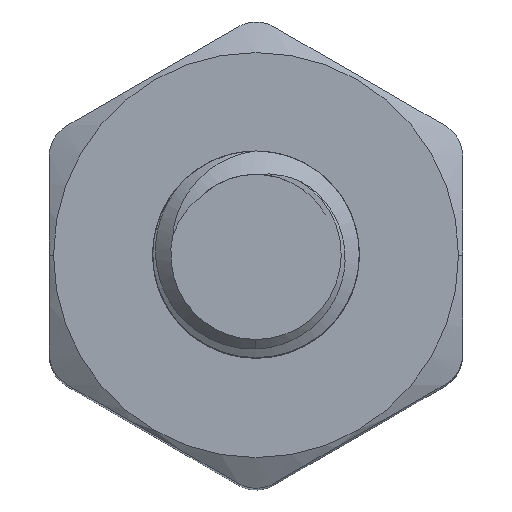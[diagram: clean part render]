
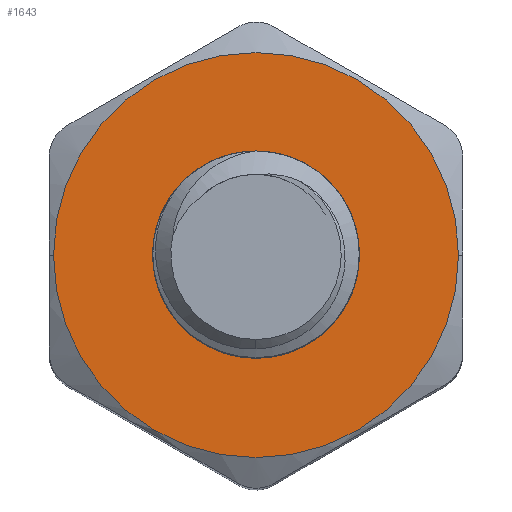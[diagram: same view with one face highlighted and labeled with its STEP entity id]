
A CAD part, top view. The second image highlights one B-rep face of the part: STEP entity #1643.
In plain terms, the highlighted face is planar.
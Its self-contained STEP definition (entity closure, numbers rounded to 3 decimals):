
#26=FACE_BOUND('',#287,.T.);
#35=PLANE('',#1772);
#98=CIRCLE('',#1710,1.895);
#106=CIRCLE('',#1746,3.92);
#110=CIRCLE('',#1760,3.92);
#115=CIRCLE('',#1771,1.895);
#193=FACE_OUTER_BOUND('',#286,.T.);
#286=EDGE_LOOP('',(#1326,#1327));
#287=EDGE_LOOP('',(#1328,#1329));
#636=VERTEX_POINT('',#2667);
#637=VERTEX_POINT('',#2669);
#693=VERTEX_POINT('',#3164);
#694=VERTEX_POINT('',#3165);
#833=EDGE_CURVE('',#636,#637,#98,.T.);
#917=EDGE_CURVE('',#693,#694,#106,.T.);
#962=EDGE_CURVE('',#694,#693,#110,.T.);
#977=EDGE_CURVE('',#637,#636,#115,.T.);
#1326=ORIENTED_EDGE('',*,*,#962,.T.);
#1327=ORIENTED_EDGE('',*,*,#917,.T.);
#1328=ORIENTED_EDGE('',*,*,#977,.F.);
#1329=ORIENTED_EDGE('',*,*,#833,.F.);
#1643=ADVANCED_FACE('',(#193,#26),#35,.T.);
#1710=AXIS2_PLACEMENT_3D('',#2670,#1892,#1893);
#1746=AXIS2_PLACEMENT_3D('',#3166,#1992,#1993);
#1760=AXIS2_PLACEMENT_3D('',#3388,#2036,#2037);
#1771=AXIS2_PLACEMENT_3D('',#3473,#2058,#2059);
#1772=AXIS2_PLACEMENT_3D('',#3474,#2060,#2061);
#1892=DIRECTION('center_axis',(0.,0.,-1.));
#1893=DIRECTION('ref_axis',(0.,1.,0.));
#1992=DIRECTION('center_axis',(0.,0.,-1.));
#1993=DIRECTION('ref_axis',(-1.,0.,0.));
#2036=DIRECTION('center_axis',(0.,0.,-1.));
#2037=DIRECTION('ref_axis',(-1.,0.,0.));
#2058=DIRECTION('center_axis',(0.,0.,-1.));
#2059=DIRECTION('ref_axis',(0.,1.,0.));
#2060=DIRECTION('center_axis',(0.,0.,-1.));
#2061=DIRECTION('ref_axis',(0.,1.,0.));
#2667=CARTESIAN_POINT('',(0.,-1.895,0.));
#2669=CARTESIAN_POINT('',(0.,1.895,0.));
#2670=CARTESIAN_POINT('Origin',(0.,0.,0.));
#3164=CARTESIAN_POINT('',(3.92,0.,0.));
#3165=CARTESIAN_POINT('',(-3.92,0.,0.));
#3166=CARTESIAN_POINT('Origin',(0.,0.,0.));
#3388=CARTESIAN_POINT('Origin',(0.,0.,0.));
#3473=CARTESIAN_POINT('Origin',(0.,0.,0.));
#3474=CARTESIAN_POINT('Origin',(0.,1.895,0.));
